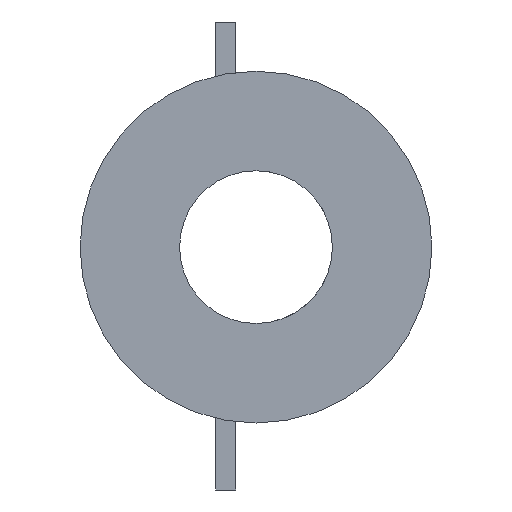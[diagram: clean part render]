
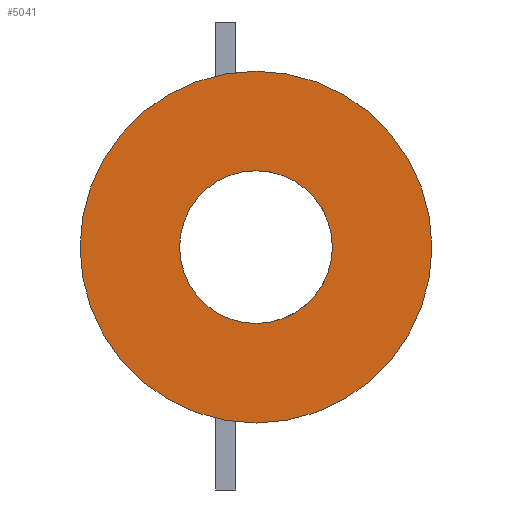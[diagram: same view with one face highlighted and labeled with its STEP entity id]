
A CAD part, front view. The second image highlights one B-rep face of the part: STEP entity #5041.
In plain terms, the highlighted planar face has unit normal (0, -1, 0).
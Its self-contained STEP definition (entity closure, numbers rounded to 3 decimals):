
#2334 = CYLINDRICAL_SURFACE('',#2335,7.6);
#2335 = AXIS2_PLACEMENT_3D('',#2336,#2337,#2338);
#2336 = CARTESIAN_POINT('',(0.,-32.,0.));
#2337 = DIRECTION('',(0.,-1.,0.));
#2338 = DIRECTION('',(1.,0.,0.));
#4459 = EDGE_CURVE('',#4460,#4460,#4462,.T.);
#4460 = VERTEX_POINT('',#4461);
#4461 = CARTESIAN_POINT('',(7.6,-31.5,0.));
#4462 = SURFACE_CURVE('',#4463,(#4468,#4475),.PCURVE_S1.);
#4463 = CIRCLE('',#4464,7.6);
#4464 = AXIS2_PLACEMENT_3D('',#4465,#4466,#4467);
#4465 = CARTESIAN_POINT('',(0.,-31.5,0.));
#4466 = DIRECTION('',(0.,-1.,0.));
#4467 = DIRECTION('',(1.,0.,0.));
#4468 = PCURVE('',#2334,#4469);
#4469 = DEFINITIONAL_REPRESENTATION('',(#4470),#4474);
#4470 = LINE('',#4471,#4472);
#4471 = CARTESIAN_POINT('',(0.,-0.5));
#4472 = VECTOR('',#4473,1.);
#4473 = DIRECTION('',(1.,0.));
#4474 = ( GEOMETRIC_REPRESENTATION_CONTEXT(2) 
PARAMETRIC_REPRESENTATION_CONTEXT() REPRESENTATION_CONTEXT('2D SPACE',''
  ) );
#4475 = PCURVE('',#4476,#4481);
#4476 = PLANE('',#4477);
#4477 = AXIS2_PLACEMENT_3D('',#4478,#4479,#4480);
#4478 = CARTESIAN_POINT('',(0.,-31.5,0.));
#4479 = DIRECTION('',(0.,1.,0.));
#4480 = DIRECTION('',(0.,0.,1.));
#4481 = DEFINITIONAL_REPRESENTATION('',(#4482),#4490);
#4482 = ( BOUNDED_CURVE() B_SPLINE_CURVE(2,(#4483,#4484,#4485,#4486,
#4487,#4488,#4489),.UNSPECIFIED.,.T.,.F.) B_SPLINE_CURVE_WITH_KNOTS((1,2
    ,2,2,2,1),(-2.094,0.,2.094,4.189,
6.283,8.378),.UNSPECIFIED.) CURVE() 
GEOMETRIC_REPRESENTATION_ITEM() RATIONAL_B_SPLINE_CURVE((1.,0.5,1.,0.5,
1.,0.5,1.)) REPRESENTATION_ITEM('') );
#4483 = CARTESIAN_POINT('',(0.,7.6));
#4484 = CARTESIAN_POINT('',(13.164,7.6));
#4485 = CARTESIAN_POINT('',(6.582,-3.8));
#4486 = CARTESIAN_POINT('',(0.,-15.2));
#4487 = CARTESIAN_POINT('',(-6.582,-3.8));
#4488 = CARTESIAN_POINT('',(-13.164,7.6));
#4489 = CARTESIAN_POINT('',(0.,7.6));
#4490 = ( GEOMETRIC_REPRESENTATION_CONTEXT(2) 
PARAMETRIC_REPRESENTATION_CONTEXT() REPRESENTATION_CONTEXT('2D SPACE',''
  ) );
#4654 = CYLINDRICAL_SURFACE('',#4655,17.5);
#4655 = AXIS2_PLACEMENT_3D('',#4656,#4657,#4658);
#4656 = CARTESIAN_POINT('',(0.,-26.5,0.));
#4657 = DIRECTION('',(0.,-1.,0.));
#4658 = DIRECTION('',(0.,0.,1.));
#5041 = ADVANCED_FACE('',(#5042,#5068),#4476,.F.);
#5042 = FACE_BOUND('',#5043,.F.);
#5043 = EDGE_LOOP('',(#5044));
#5044 = ORIENTED_EDGE('',*,*,#5045,.T.);
#5045 = EDGE_CURVE('',#5046,#5046,#5048,.T.);
#5046 = VERTEX_POINT('',#5047);
#5047 = CARTESIAN_POINT('',(0.,-31.5,17.5));
#5048 = SURFACE_CURVE('',#5049,(#5054,#5061),.PCURVE_S1.);
#5049 = CIRCLE('',#5050,17.5);
#5050 = AXIS2_PLACEMENT_3D('',#5051,#5052,#5053);
#5051 = CARTESIAN_POINT('',(0.,-31.5,0.));
#5052 = DIRECTION('',(0.,1.,0.));
#5053 = DIRECTION('',(0.,0.,1.));
#5054 = PCURVE('',#4476,#5055);
#5055 = DEFINITIONAL_REPRESENTATION('',(#5056),#5060);
#5056 = CIRCLE('',#5057,17.5);
#5057 = AXIS2_PLACEMENT_2D('',#5058,#5059);
#5058 = CARTESIAN_POINT('',(0.,0.));
#5059 = DIRECTION('',(1.,0.));
#5060 = ( GEOMETRIC_REPRESENTATION_CONTEXT(2) 
PARAMETRIC_REPRESENTATION_CONTEXT() REPRESENTATION_CONTEXT('2D SPACE',''
  ) );
#5061 = PCURVE('',#4654,#5062);
#5062 = DEFINITIONAL_REPRESENTATION('',(#5063),#5067);
#5063 = LINE('',#5064,#5065);
#5064 = CARTESIAN_POINT('',(-0.,5.));
#5065 = VECTOR('',#5066,1.);
#5066 = DIRECTION('',(-1.,0.));
#5067 = ( GEOMETRIC_REPRESENTATION_CONTEXT(2) 
PARAMETRIC_REPRESENTATION_CONTEXT() REPRESENTATION_CONTEXT('2D SPACE',''
  ) );
#5068 = FACE_BOUND('',#5069,.F.);
#5069 = EDGE_LOOP('',(#5070));
#5070 = ORIENTED_EDGE('',*,*,#4459,.T.);
